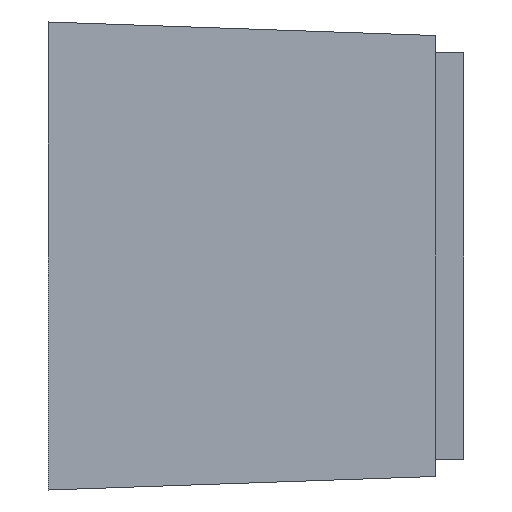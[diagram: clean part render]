
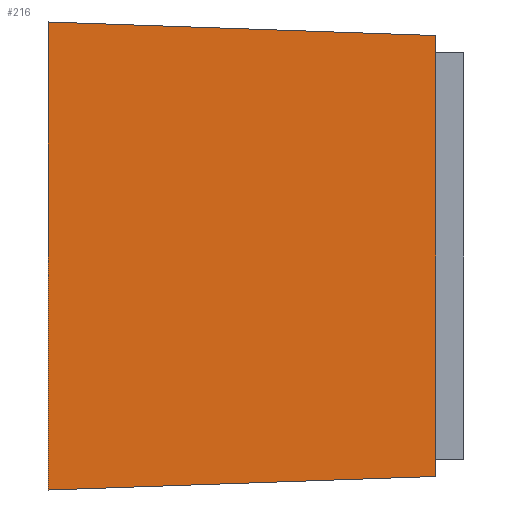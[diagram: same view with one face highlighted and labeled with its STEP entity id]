
A CAD part, front view. The second image highlights one B-rep face of the part: STEP entity #216.
In plain terms, the highlighted planar face has unit normal (0.035, -0.999, 0).
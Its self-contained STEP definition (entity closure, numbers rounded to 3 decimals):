
#80=FACE_OUTER_BOUND('',#1005,.T.);
#216=ADVANCED_FACE('',(#80),#357,.T.);
#357=PLANE('',#2589);
#515=LINE('',#3588,#739);
#525=LINE('',#3614,#749);
#526=LINE('',#3616,#750);
#527=LINE('',#3618,#751);
#739=VECTOR('',#2791,1.);
#749=VECTOR('',#2809,1.);
#750=VECTOR('',#2810,1.);
#751=VECTOR('',#2811,1.);
#1005=EDGE_LOOP('',(#1234,#1235,#1236,#1237));
#1234=ORIENTED_EDGE('',*,*,#2176,.F.);
#1235=ORIENTED_EDGE('',*,*,#2177,.T.);
#1236=ORIENTED_EDGE('',*,*,#2178,.T.);
#1237=ORIENTED_EDGE('',*,*,#2164,.T.);
#1926=VERTEX_POINT('',#3589);
#1927=VERTEX_POINT('',#3590);
#1938=VERTEX_POINT('',#3615);
#1939=VERTEX_POINT('',#3617);
#2164=EDGE_CURVE('',#1926,#1927,#515,.T.);
#2176=EDGE_CURVE('',#1938,#1927,#525,.T.);
#2177=EDGE_CURVE('',#1938,#1939,#526,.T.);
#2178=EDGE_CURVE('',#1939,#1926,#527,.T.);
#2589=AXIS2_PLACEMENT_3D('',#3619,#2812,#2813);
#2791=DIRECTION('',(0.,0.,-1.));
#2809=DIRECTION('',(-0.999,-0.035,-0.035));
#2810=DIRECTION('',(0.,0.,1.));
#2811=DIRECTION('',(-0.999,-0.035,0.035));
#2812=DIRECTION('',(0.035,-0.999,0.));
#2813=DIRECTION('',(0.999,0.035,0.));
#3588=CARTESIAN_POINT('',(0.,-54.052,9.957));
#3589=CARTESIAN_POINT('',(0.,-54.052,9.957));
#3590=CARTESIAN_POINT('',(0.,-54.052,-9.957));
#3614=CARTESIAN_POINT('',(0.,-54.052,-9.957));
#3615=CARTESIAN_POINT('',(16.5,-53.476,-9.381));
#3616=CARTESIAN_POINT('',(16.5,-53.476,9.957));
#3617=CARTESIAN_POINT('',(16.5,-53.476,9.381));
#3618=CARTESIAN_POINT('',(0.,-54.052,9.957));
#3619=CARTESIAN_POINT('',(0.,-54.052,9.957));
